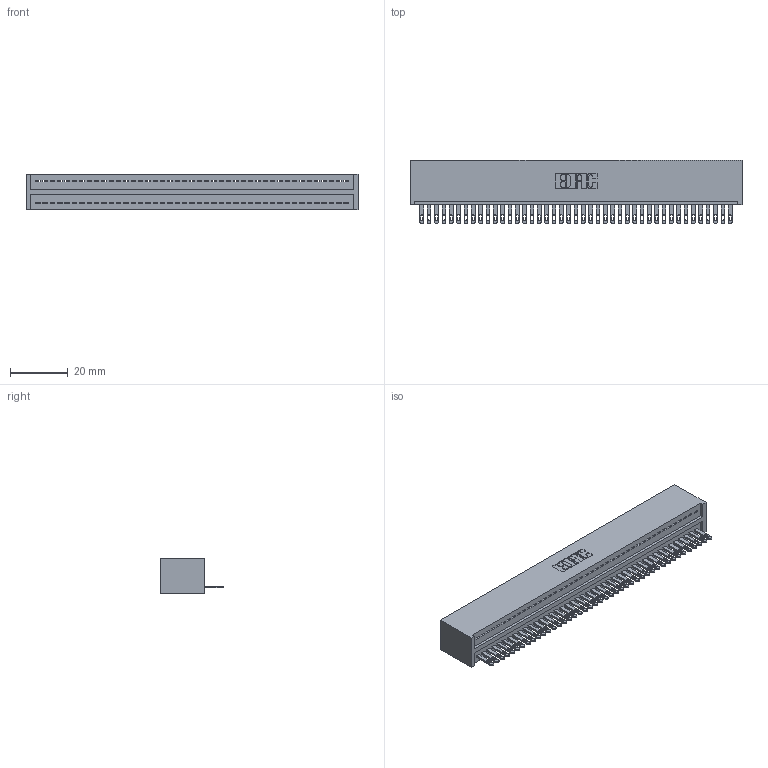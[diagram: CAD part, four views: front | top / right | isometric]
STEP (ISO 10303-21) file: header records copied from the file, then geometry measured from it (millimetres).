
FILE_DESCRIPTION (( 'STEP AP203' ), '1' );
FILE_NAME ('325-043-500-101.STEP', '2020-02-24T22:05:33', ( '' ), ( '' ), 'SwSTEP 2.0', 'SolidWorks 2016', '' );
FILE_SCHEMA (( 'CONFIG_CONTROL_DESIGN' ));
Length unit declared in the file: inch
Products named in the file (3): 325-043-500-101; 325 Part_Lugless; 325-292-001_325-293-100
Assembly tree (44 placements, depth 2):
  325-043-500-101
    325 Part_Lugless
    325-292-001_325-293-100  x43
Bounding box: 114.86 x 21.84 x 12.45 mm (x, y, z)
Volume: 15187.6 mm3; surface area: 17200.4 mm2
Topology: 44 solids, 44 shells, 2428 faces, 7511 edges, 5006 vertices
Faces by surface type: plane 1614, cylinder 814
Entity records: 25811 total; most frequent: CARTESIAN_POINT 4459, ORIENTED_EDGE 4438, DIRECTION 3753, EDGE_CURVE 2219, LINE 2095, VECTOR 2095, VERTEX_POINT 1478, AXIS2_PLACEMENT_3D 829
